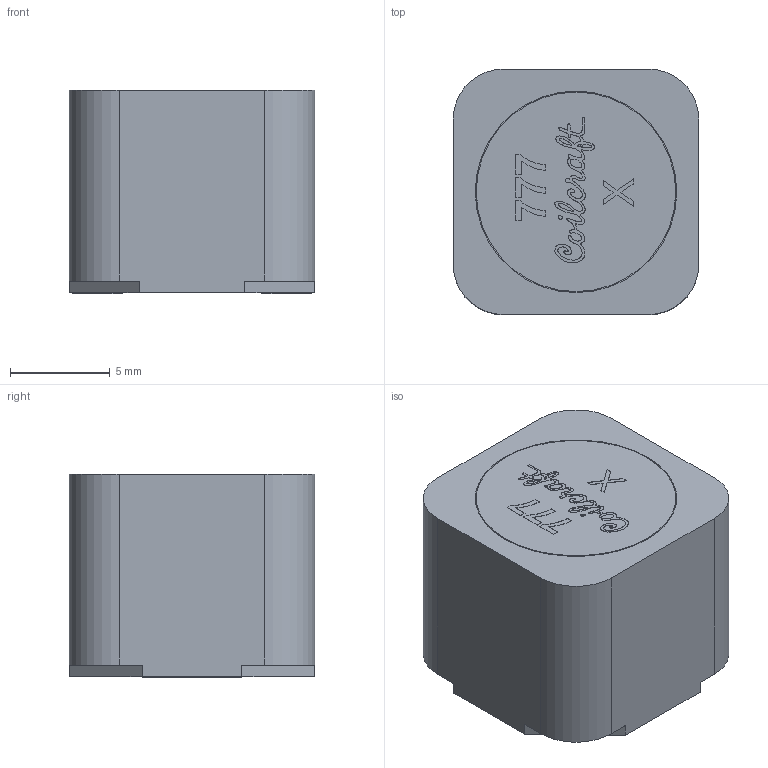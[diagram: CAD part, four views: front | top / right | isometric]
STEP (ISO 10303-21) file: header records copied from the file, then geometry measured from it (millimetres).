
FILE_DESCRIPTION(('FreeCAD Model'),'2;1');
FILE_NAME('COILCRAFT-MSS1210.step', '2019-10-31T12:46:58',(''),(''),'Open CASCADE STEP processor 7.3', 'FreeCAD','Unknown');
FILE_SCHEMA(('AUTOMOTIVE_DESIGN { 1 0 10303 214 1 1 1 1 }'));
Length unit declared in the file: millimetre
Products named in the file (1): Coilcraft-MSS1210
Bounding box: 12.3 x 12.3 x 10.2 mm (x, y, z)
Volume: 1469.7 mm3; surface area: 810.6 mm2
Topology: 1 solids, 1 shells, 258 faces, 723 edges, 482 vertices
Faces by surface type: bspline 183, plane 67, cylinder 8
Entity records: 11525 total; most frequent: CARTESIAN_POINT 4305, ORIENTED_EDGE 1446, EDGE_CURVE 723, DIRECTION 525, VERTEX_POINT 482, B_SPLINE_CURVE_WITH_KNOTS 366, LINE 341, VECTOR 341
